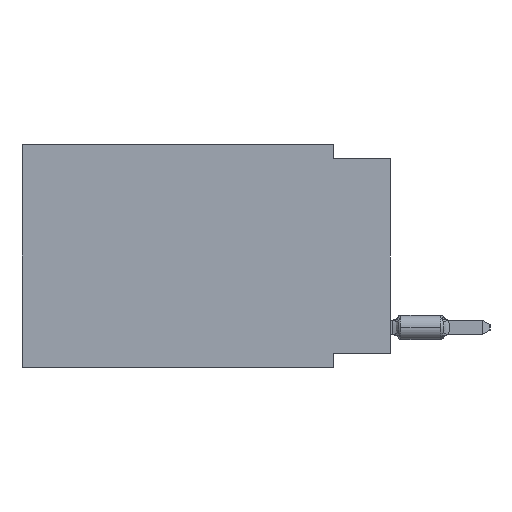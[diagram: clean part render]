
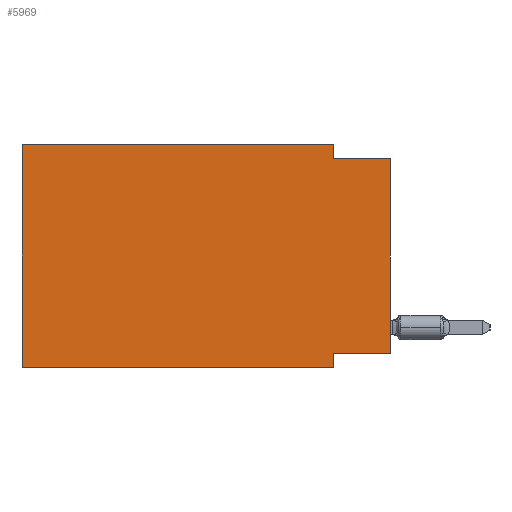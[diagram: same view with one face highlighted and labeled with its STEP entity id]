
A CAD part, left-side view. The second image highlights one B-rep face of the part: STEP entity #5969.
In plain terms, the highlighted planar face has unit normal (-1, 0, 0).
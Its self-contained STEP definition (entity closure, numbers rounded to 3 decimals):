
#1726 = ORIENTED_EDGE ( 'NONE', *, *, #65040, .F. ) ;
#2483 = CARTESIAN_POINT ( 'NONE',  ( 0., 0., -9.271 ) ) ;
#3391 = FACE_OUTER_BOUND ( 'NONE', #44949, .T. ) ;
#3862 = CARTESIAN_POINT ( 'NONE',  ( 0., 16.383, -9.906 ) ) ;
#4621 = CARTESIAN_POINT ( 'NONE',  ( 0., 0., -0.635 ) ) ;
#5452 = ORIENTED_EDGE ( 'NONE', *, *, #74888, .T. ) ;
#5969 = ADVANCED_FACE ( 'NONE', ( #3391 ), #41167, .F. ) ;
#6677 = VERTEX_POINT ( 'NONE', #38864 ) ;
#7624 = VECTOR ( 'NONE', #16244, 1000. ) ;
#8159 = EDGE_CURVE ( 'NONE', #44987, #43080, #28912, .T. ) ;
#8932 = CARTESIAN_POINT ( 'NONE',  ( 0., 2.54, -9.906 ) ) ;
#9107 = CARTESIAN_POINT ( 'NONE',  ( 0., 0., -0.635 ) ) ;
#12678 = VECTOR ( 'NONE', #64409, 1000. ) ;
#16244 = DIRECTION ( 'NONE',  ( 0., 0., 1. ) ) ;
#17743 = LINE ( 'NONE', #4621, #46280 ) ;
#18895 = VECTOR ( 'NONE', #26724, 1000. ) ;
#20154 = CARTESIAN_POINT ( 'NONE',  ( 0., 0., -9.271 ) ) ;
#22504 = VECTOR ( 'NONE', #42193, 1000. ) ;
#23163 = VERTEX_POINT ( 'NONE', #73601 ) ;
#23813 = CARTESIAN_POINT ( 'NONE',  ( 0., 16.383, -9.906 ) ) ;
#24513 = DIRECTION ( 'NONE',  ( 0., -1., 0. ) ) ;
#25628 = CARTESIAN_POINT ( 'NONE',  ( 0., 2.54, -9.906 ) ) ;
#26724 = DIRECTION ( 'NONE',  ( 0., 1., 0. ) ) ;
#27539 = ORIENTED_EDGE ( 'NONE', *, *, #39645, .F. ) ;
#28211 = LINE ( 'NONE', #8932, #12678 ) ;
#28912 = LINE ( 'NONE', #3862, #62991 ) ;
#30190 = ORIENTED_EDGE ( 'NONE', *, *, #38311, .F. ) ;
#33521 = CARTESIAN_POINT ( 'NONE',  ( 0., 2.54, 0. ) ) ;
#35142 = CARTESIAN_POINT ( 'NONE',  ( 0., 16.383, 0. ) ) ;
#35423 = DIRECTION ( 'NONE',  ( 0., 0., -1. ) ) ;
#37274 = VERTEX_POINT ( 'NONE', #9107 ) ;
#37295 = VECTOR ( 'NONE', #24513, 1000. ) ;
#38311 = EDGE_CURVE ( 'NONE', #6677, #40469, #45835, .T. ) ;
#38864 = CARTESIAN_POINT ( 'NONE',  ( 0., 2.54, 0. ) ) ;
#39645 = EDGE_CURVE ( 'NONE', #44987, #23163, #78730, .T. ) ;
#40469 = VERTEX_POINT ( 'NONE', #78531 ) ;
#41167 = PLANE ( 'NONE',  #57527 ) ;
#42193 = DIRECTION ( 'NONE',  ( 0., 0., 1. ) ) ;
#42626 = ORIENTED_EDGE ( 'NONE', *, *, #49899, .F. ) ;
#43080 = VERTEX_POINT ( 'NONE', #25628 ) ;
#44949 = EDGE_LOOP ( 'NONE', ( #5452, #42626, #30190, #1726, #27539, #66529, #73417, #79746 ) ) ;
#44987 = VERTEX_POINT ( 'NONE', #23813 ) ;
#45039 = DIRECTION ( 'NONE',  ( 0., 0., -1. ) ) ;
#45835 = LINE ( 'NONE', #33521, #81201 ) ;
#46280 = VECTOR ( 'NONE', #74067, 1000. ) ;
#49564 = CARTESIAN_POINT ( 'NONE',  ( 0., 16.383, 0. ) ) ;
#49899 = EDGE_CURVE ( 'NONE', #40469, #37274, #17743, .T. ) ;
#50174 = VERTEX_POINT ( 'NONE', #2483 ) ;
#53060 = EDGE_CURVE ( 'NONE', #50174, #78833, #76890, .T. ) ;
#53098 = DIRECTION ( 'NONE',  ( 1., 0., 0. ) ) ;
#53977 = DIRECTION ( 'NONE',  ( 0., -1., 0. ) ) ;
#57527 = AXIS2_PLACEMENT_3D ( 'NONE', #66270, #53098, #35423 ) ;
#62712 = LINE ( 'NONE', #49564, #37295 ) ;
#62991 = VECTOR ( 'NONE', #53977, 1000. ) ;
#64409 = DIRECTION ( 'NONE',  ( 0., 0., -1. ) ) ;
#65040 = EDGE_CURVE ( 'NONE', #23163, #6677, #62712, .T. ) ;
#65649 = CARTESIAN_POINT ( 'NONE',  ( 0., 0., 0. ) ) ;
#66270 = CARTESIAN_POINT ( 'NONE',  ( 0., 16.383, 0. ) ) ;
#66529 = ORIENTED_EDGE ( 'NONE', *, *, #8159, .T. ) ;
#66581 = CARTESIAN_POINT ( 'NONE',  ( 0., 2.54, -9.271 ) ) ;
#69610 = EDGE_CURVE ( 'NONE', #78833, #43080, #28211, .T. ) ;
#72644 = LINE ( 'NONE', #65649, #22504 ) ;
#73417 = ORIENTED_EDGE ( 'NONE', *, *, #69610, .F. ) ;
#73601 = CARTESIAN_POINT ( 'NONE',  ( 0., 16.383, 0. ) ) ;
#74067 = DIRECTION ( 'NONE',  ( 0., -1., 0. ) ) ;
#74888 = EDGE_CURVE ( 'NONE', #50174, #37274, #72644, .T. ) ;
#76890 = LINE ( 'NONE', #20154, #18895 ) ;
#78531 = CARTESIAN_POINT ( 'NONE',  ( 0., 2.54, -0.635 ) ) ;
#78730 = LINE ( 'NONE', #35142, #7624 ) ;
#78833 = VERTEX_POINT ( 'NONE', #66581 ) ;
#79746 = ORIENTED_EDGE ( 'NONE', *, *, #53060, .F. ) ;
#81201 = VECTOR ( 'NONE', #45039, 1000. ) ;
